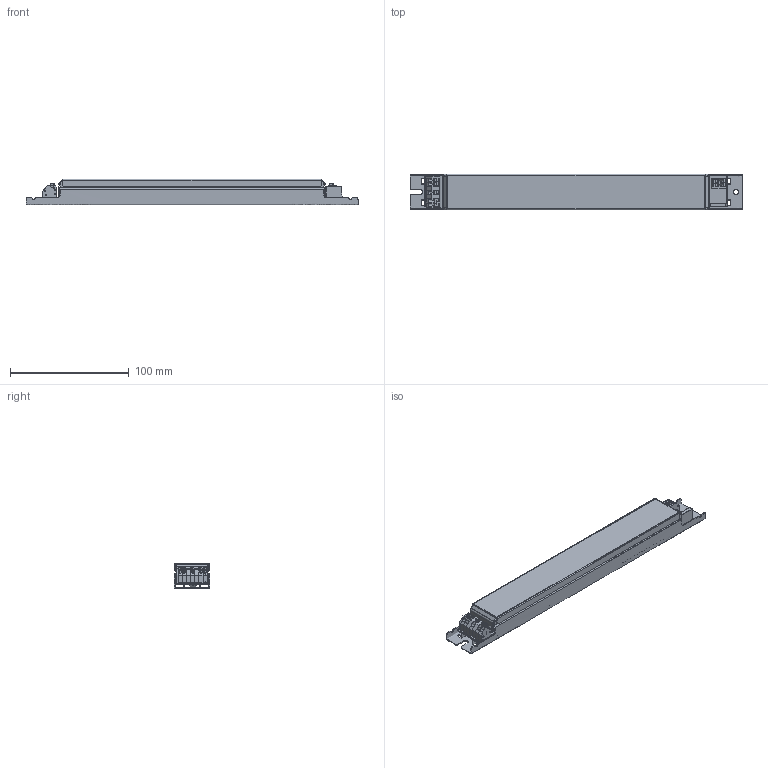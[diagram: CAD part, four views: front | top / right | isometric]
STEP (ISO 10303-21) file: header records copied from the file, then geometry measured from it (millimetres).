
FILE_DESCRIPTION(/* description */ (''),/* implementation_level */ '2;1');
FILE_NAME(/* name */ 'FMS-35~2',/* time_stamp */ '2023-07-06T10:24:30+08:00',/* author */ (''),/* organization */ (''),/* preprocessor_version */ 'ST-DEVELOPER v16.5',/* originating_system */ '',/* authorisation */ '');
FILE_SCHEMA (('AUTOMOTIVE_DESIGN'));
Length unit declared in the file: millimetre
Products named in the file (1): Document
Bounding box: 280 x 30 x 21.6 mm (x, y, z)
Volume: 35403.4 mm3; surface area: 87233.4 mm2
Topology: 7 solids, 7 shells, 588 faces, 1535 edges, 982 vertices
Faces by surface type: plane 413, bspline 175
Entity records: 20596 total; most frequent: CARTESIAN_POINT 10505, ORIENTED_EDGE 3070, EDGE_CURVE 1535, B_SPLINE_CURVE_WITH_KNOTS 1305, VERTEX_POINT 982, EDGE_LOOP 623, ADVANCED_FACE 588, FACE_OUTER_BOUND 588
